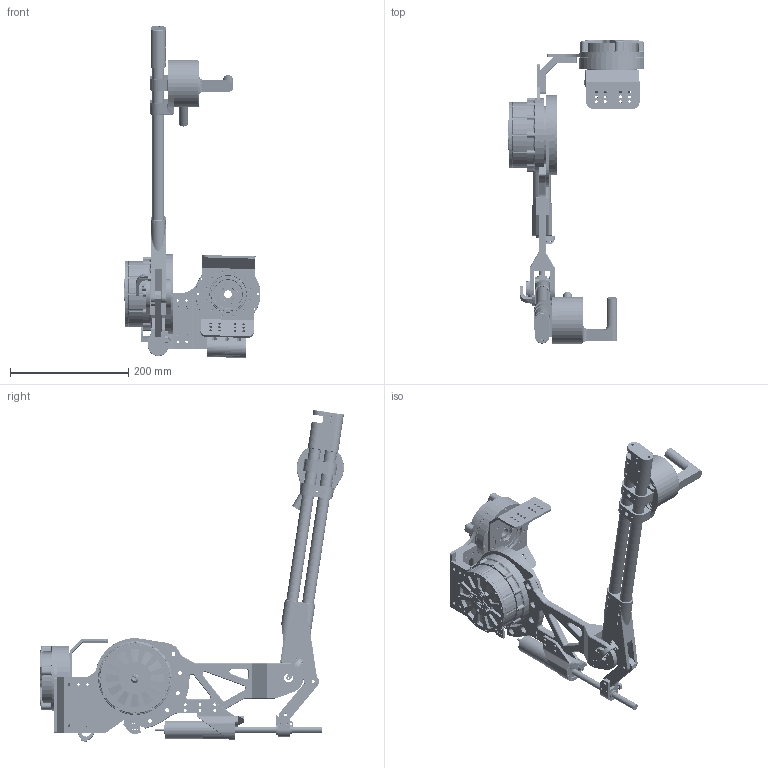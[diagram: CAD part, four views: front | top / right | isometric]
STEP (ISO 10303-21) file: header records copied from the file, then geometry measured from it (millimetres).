
FILE_DESCRIPTION(/* description */ ('LEAP-UP'),/* implementation_level */ '2;1');
FILE_NAME(/* name */ 'Upper-limb[01-v4.3].stp',/* time_stamp */ '2023-07-31T21:09:51+08:00',/* author */ ('irslab'),/* organization */ (''),/* preprocessor_version */ 'ST-DEVELOPER v18.1',/* originating_system */ 'Autodesk Inventor 2022',/* authorisation */ '');
FILE_SCHEMA (('AUTOMOTIVE_DESIGN { 1 0 10303 214 3 1 1 }'));
Length unit declared in the file: millimetre
Products named in the file (58): Upper-limb[01-v4.3]; SFE_joint[01-v4.0]; csd-32-xxx-2a-gr; T-Motor U10II[01-v1.0]; CSD波產生器-U10II轉子固定[
01-v1.0]; CSD鋼齒-U10II定子固定[01-v
1.0]; CSD彈齒-軸承固定[01-v3.0]; CSD鋼齒-U10II定子固定[04-v
1.0]; CSD彈齒-軸承固定[02-v1.0]; C-SE6902ZZ; CSD額外軸承固定[01-v2.0]; CSD額外軸承固定[02-v2.0]; CSD鋼齒-U10II定子固定[05-v
2.0]; CSD鋼齒-U10II定子固定[06-v
2.0]; B6819ZZ; SFE-EFE一體成型固定[01-v3.0]; SBASB6802ZZ-25; SBASB6802ZZ-25_h; RRING-C-INT-24; bearing_6802; EFE_joint[01-v5.0]; EC-i30+GP32S組合[01-v1.0]; EC-i30+GP32S[01-v1.0]; EC-i30+GP32S[02-v1.0]; SIE-SFE關節轉角度固定[01-v1.0]; FT-Sensor_WEF-6A200-4-RCD-B[01-v1.0]; EFE關節-碳纖維管固定[0
1-v3.0]; 碳纖維管20x16[v1.0_1]; 碳纖維管20x16[v1.0_2]; SIE_joint[01-v3.0]; T-Motor U8[01-v1.0]; SHD-25-XXX-2SH-SP-分割; SHD-25-2SH-WG(SP); 25 WG BEARING DS; SHD-25-2SH-FS; SHD-25-2SH-CS-分割1; SHD-25-2SH-CS-分割2; U8馬達-SHD-2SH固定[03-v2.0]; U8馬達-SHD-2SH固定[02-v1.0]; U8馬達-SHD-2SH固定[02-v2.0] ...
Assembly tree (61 placements, depth 4):
  Upper-limb[01-v4.3]
    SFE_joint[01-v4.0]
      csd-32-xxx-2a-gr
      T-Motor U10II[01-v1.0]
      CSD波產生器-U10II轉子固定[
01-v1.0]
      CSD鋼齒-U10II定子固定[01-v
1.0]
      CSD彈齒-軸承固定[01-v3.0]
      CSD鋼齒-U10II定子固定[04-v
1.0]
      CSD彈齒-軸承固定[02-v1.0]
      C-SE6902ZZ
      CSD額外軸承固定[01-v2.0]
      CSD額外軸承固定[02-v2.0]
      CSD鋼齒-U10II定子固定[05-v
2.0]
      CSD鋼齒-U10II定子固定[06-v
2.0]
      B6819ZZ
    SFE-EFE一體成型固定[01-v3.0]
    SBASB6802ZZ-25
      SBASB6802ZZ-25_h
      RRING-C-INT-24  x2
      bearing_6802  x2
    EFE_joint[01-v5.0]
      EC-i30+GP32S組合[01-v1.0]
        EC-i30+GP32S[01-v1.0]
    EC-i30+GP32S[02-v1.0]
    SIE-SFE關節轉角度固定[01-v1.0]
    FT-Sensor_WEF-6A200-4-RCD-B[01-v1.0]
    EFE關節-碳纖維管固定[0
1-v3.0]
    碳纖維管20x16[v1.0_1]
    碳纖維管20x16[v1.0_2]
    SIE_joint[01-v3.0]
      T-Motor U8[01-v1.0]
      SHD-25-XXX-2SH-SP-分割
        SHD-25-2SH-WG(SP)
        25 WG BEARING DS
        SHD-25-2SH-FS
        SHD-25-2SH-CS-分割1
        SHD-25-2SH-CS-分割2
      U8馬達-SHD-2SH固定[03-v2.0]
      U8馬達-SHD-2SH固定[02-v1.0]
      U8馬達-SHD-2SH固定[02-v2.0]
    LNBWB5-5-73
      LNBWB5-5-73link
      B605ZZ  x2
      RTWN14  x2
    EC-i30滾珠螺帽固定[01-v1.0]
    EFE關節馬達-上臂固定[0
1-v2.0]
    終端效應器[01-v1.0]
    多軸力感測器固定[01-v4.0]
    AS5047P-EFE固定[01-v2.0]
    AS5047P-EFE固定[02-v2.0]
    AS5047P-磁鐵SFE固定[01-v1.0]
    AS5047P-SFE固定[01-v1.0]
    SFE限位開關固定[01-v1.0]
    EFE限位開關固定[01-v1.0]
    EFE限位開關固定[02-v1.0]
    肩膀固定[01-v1.0]
    力感測器把手固定[01-v2.0]
    肩膀固定[02-v2.0]
Bounding box: 231.81 x 514.38 x 561.95 mm (x, y, z)
Volume: 2251053.2 mm3; surface area: 835615.3 mm2
Topology: 57 solids, 59 shells, 2470 faces, 6220 edges, 4023 vertices
Faces by surface type: cylinder 1186, plane 846, cone 300, torus 79, bspline 59
Full cylindrical faces by diameter (mm): 1.6 x3, 1.7 x4, 2 x4, 2.459 x30, 2.5 x1, 2.6 x6, 2.75 x6, 3 x8, 3.242 x64, 3.25 x12, 3.3 x18, 3.5 x55, 3.6 x3, 3.7 x2, 3.75 x3, 4 x1, 4.134 x12, 4.2 x6, 4.5 x202, 4.807 x4, 4.917 x21, 5 x2, 5.1 x2, 5.15 x2, 5.5 x27, 6 x1, 6.2 x1, 6.5 x30, 6.6 x11, 7 x12
Entity records: 80150 total; most frequent: CARTESIAN_POINT 16952, DIRECTION 13143, ORIENTED_EDGE 11930, EDGE_CURVE 5965, AXIS2_PLACEMENT_3D 5103, VERTEX_POINT 3935, EDGE_LOOP 3570, LINE 2937
